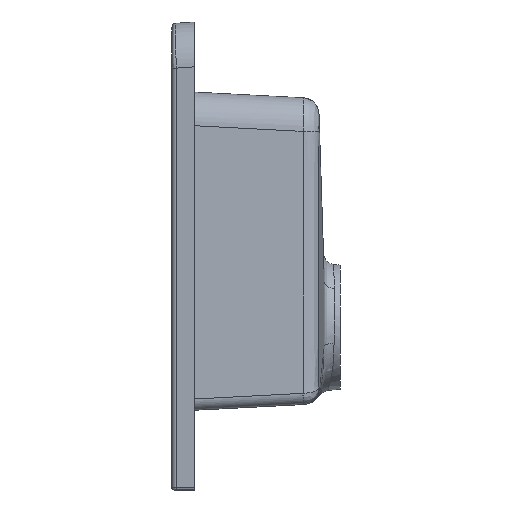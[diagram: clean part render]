
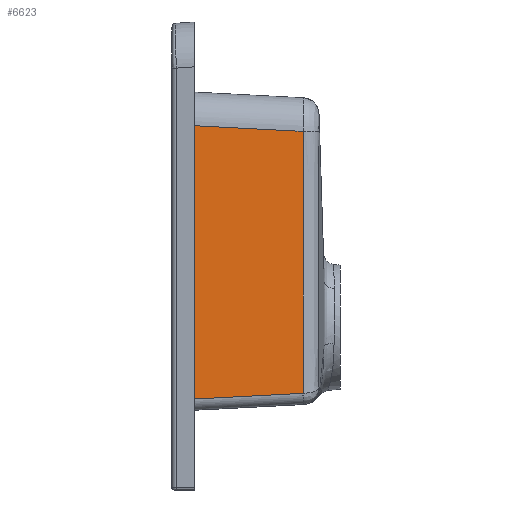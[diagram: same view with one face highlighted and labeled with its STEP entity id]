
A CAD part, left-side view. The second image highlights one B-rep face of the part: STEP entity #6623.
In plain terms, the highlighted planar face has unit normal (-0.999, -0.052, 0).
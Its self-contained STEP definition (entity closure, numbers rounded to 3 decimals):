
#254 = ORIENTED_EDGE ( 'NONE', *, *, #8994, .T. ) ;
#296 = CARTESIAN_POINT ( 'NONE',  ( -264.394, -116.779, -121.657 ) ) ;
#581 = CARTESIAN_POINT ( 'NONE',  ( -264.388, -116.895, -98.677 ) ) ;
#586 = CARTESIAN_POINT ( 'NONE',  ( -264.388, -116.894, -121.65 ) ) ;
#619 = CARTESIAN_POINT ( 'NONE',  ( -264.388, -116.895, -75.704 ) ) ;
#869 = EDGE_CURVE ( 'NONE', #3793, #5844, #2038, .T. ) ;
#934 = CARTESIAN_POINT ( 'NONE',  ( -264.388, -116.892, 111.679 ) ) ;
#1129 = ORIENTED_EDGE ( 'NONE', *, *, #3393, .T. ) ;
#1374 = CARTESIAN_POINT ( 'NONE',  ( -264.388, -116.895, -29.757 ) ) ;
#1898 = DIRECTION ( 'NONE',  ( -0.999, -0.052, 0. ) ) ;
#1997 = VERTEX_POINT ( 'NONE', #6885 ) ;
#2038 = B_SPLINE_CURVE_WITH_KNOTS ( 'NONE', 3,
 ( #3681, #581, #619, #9866, #1374, #2165, #7639, #9385, #8560, #5423 ),
 .UNSPECIFIED., .F., .F.,
 ( 4, 3, 3, 4 ),
 ( 0., 0.069, 0.138, 0.233 ),
 .UNSPECIFIED. ) ;
#2165 = CARTESIAN_POINT ( 'NONE',  ( -264.388, -116.895, -6.783 ) ) ;
#2202 = ORIENTED_EDGE ( 'NONE', *, *, #5819, .T. ) ;
#2271 = CARTESIAN_POINT ( 'NONE',  ( -269.761, -14.362, -127.025 ) ) ;
#2980 = DIRECTION ( 'NONE',  ( -0.052, 0.997, 0.052 ) ) ;
#3307 = LINE ( 'NONE', #8372, #3545 ) ;
#3393 = EDGE_CURVE ( 'NONE', #5844, #8671, #3307, .T. ) ;
#3523 = EDGE_LOOP ( 'NONE', ( #1129, #2202, #254, #8295, #7226 ) ) ;
#3545 = VECTOR ( 'NONE', #2980, 1000. ) ;
#3681 = CARTESIAN_POINT ( 'NONE',  ( -264.388, -116.894, -121.65 ) ) ;
#3793 = VERTEX_POINT ( 'NONE', #586 ) ;
#3797 = B_SPLINE_CURVE_WITH_KNOTS ( 'NONE', 3,
 ( #296, #8204, #7451, #4214 ),
 .UNSPECIFIED., .F., .F.,
 ( 4, 4 ),
 ( 0., 0. ),
 .UNSPECIFIED. ) ;
#3817 = DIRECTION ( 'NONE',  ( 0.052, -0.997, 0.052 ) ) ;
#3930 = CARTESIAN_POINT ( 'NONE',  ( -269.689, -15.738, 137.75 ) ) ;
#3962 = VERTEX_POINT ( 'NONE', #9620 ) ;
#4186 = LINE ( 'NONE', #2271, #5538 ) ;
#4214 = CARTESIAN_POINT ( 'NONE',  ( -264.388, -116.894, -121.65 ) ) ;
#4929 = DIRECTION ( 'NONE',  ( 0.052, -0.999, 0. ) ) ;
#5423 = CARTESIAN_POINT ( 'NONE',  ( -264.388, -116.892, 111.679 ) ) ;
#5538 = VECTOR ( 'NONE', #3817, 1000. ) ;
#5819 = EDGE_CURVE ( 'NONE', #8671, #3962, #7786, .T. ) ;
#5844 = VERTEX_POINT ( 'NONE', #934 ) ;
#6623 = ADVANCED_FACE ( 'NONE', ( #8383 ), #7314, .T. ) ;
#6802 = VECTOR ( 'NONE', #9428, 1000. ) ;
#6844 = AXIS2_PLACEMENT_3D ( 'NONE', #9707, #1898, #4929 ) ;
#6885 = CARTESIAN_POINT ( 'NONE',  ( -264.394, -116.779, -121.657 ) ) ;
#7226 = ORIENTED_EDGE ( 'NONE', *, *, #869, .T. ) ;
#7314 = PLANE ( 'NONE',  #6844 ) ;
#7451 = CARTESIAN_POINT ( 'NONE',  ( -264.39, -116.856, -121.653 ) ) ;
#7639 = CARTESIAN_POINT ( 'NONE',  ( -264.388, -116.894, 16.19 ) ) ;
#7786 = LINE ( 'NONE', #3930, #6802 ) ;
#8204 = CARTESIAN_POINT ( 'NONE',  ( -264.392, -116.818, -121.655 ) ) ;
#8295 = ORIENTED_EDGE ( 'NONE', *, *, #8474, .T. ) ;
#8372 = CARTESIAN_POINT ( 'NONE',  ( -270.541, 0.518, 117.832 ) ) ;
#8383 = FACE_OUTER_BOUND ( 'NONE', #3523, .T. ) ;
#8474 = EDGE_CURVE ( 'NONE', #1997, #3793, #3797, .T. ) ;
#8560 = CARTESIAN_POINT ( 'NONE',  ( -264.388, -116.893, 79.849 ) ) ;
#8671 = VERTEX_POINT ( 'NONE', #9366 ) ;
#8994 = EDGE_CURVE ( 'NONE', #3962, #1997, #4186, .T. ) ;
#9366 = CARTESIAN_POINT ( 'NONE',  ( -269.689, -15.738, 116.98 ) ) ;
#9385 = CARTESIAN_POINT ( 'NONE',  ( -264.388, -116.894, 48.02 ) ) ;
#9428 = DIRECTION ( 'NONE',  ( 0., 0., -1. ) ) ;
#9620 = CARTESIAN_POINT ( 'NONE',  ( -269.689, -15.738, -126.953 ) ) ;
#9707 = CARTESIAN_POINT ( 'NONE',  ( -270.486, -0.523, 137.75 ) ) ;
#9866 = CARTESIAN_POINT ( 'NONE',  ( -264.388, -116.895, -52.731 ) ) ;
